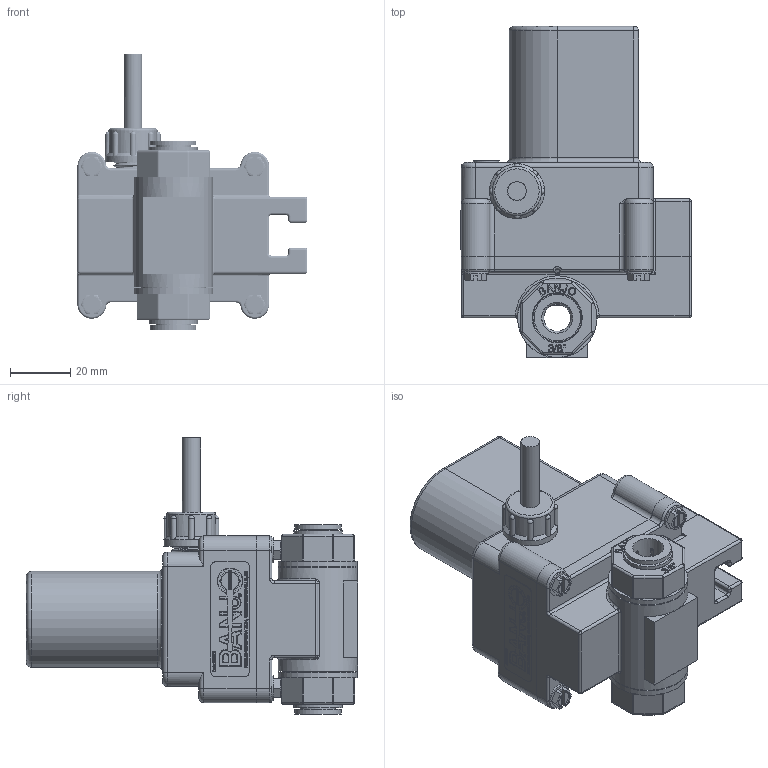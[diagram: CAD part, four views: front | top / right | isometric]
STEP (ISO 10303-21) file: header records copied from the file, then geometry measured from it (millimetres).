
FILE_DESCRIPTION(/* description */ ('3/8" PUSH LOCK LEV ON/OFF 3WIR 12VDC'),/* implementation_level */ '2;1');
FILE_NAME(/* name */ 'LEV038PL.stp',/* time_stamp */ '2023-04-21T09:10:31-04:00',/* author */ ('Aaron'),/* organization */ (''),/* preprocessor_version */ 'ST-DEVELOPER v18.1',/* originating_system */ 'Autodesk Inventor 2022',/* authorisation */ '');
FILE_SCHEMA (('AUTOMOTIVE_DESIGN { 1 0 10303 214 3 1 1 }'));
Length unit declared in the file: inch
Products named in the file (30): LEV038PL; LEV038PLX; LEV03254D; LEV03255PE; LV03258T1; LV03256APL; PP2812W; PP2812W-collar; PP2812W-collet; PP2812W-Oring; LEV3000; LEV3000KIT; LEV03102; LEV05151E; M22P0231YSGT1; LEV117; MVE002A; MVE005; LEV03104; LEV3000ASM; LEV108E; wire_3_LEV; LEV108F; M2x5; TCST5250; VE15220; 12717; 12724; A035; 050DECAL
Assembly tree (41 placements, depth 4):
  LEV038PL
    LEV038PLX
      LEV03254D
      LEV03255PE
      LV03258T1  x2
      LV03256APL  x2
      12724  x2
      PP2812W  x2
        PP2812W-collar
        PP2812W-collet
        PP2812W-Oring
    LEV3000
      LEV3000KIT
        LEV03102
        LEV05151E
        M22P0231YSGT1
        LEV117
        MVE002A
        MVE005
        LEV03104
      LEV3000ASM
        LEV108E
        wire_3_LEV
        LEV108F
        M2x5  x4
        TCST5250  x2
    VE15220  x4
    12717
    12724
    A035
    050DECAL
Bounding box: 76.48 x 109.66 x 91.44 mm (x, y, z)
Volume: 141315.1 mm3; surface area: 93731.8 mm2
Topology: 38 solids, 38 shells, 3376 faces, 8629 edges, 5463 vertices
Faces by surface type: plane 1579, cylinder 783, bspline 491, torus 218, cone 209, sphere 96
Full cylindrical faces by diameter (mm): 0.9 x8, 1.168 x2, 1.2 x4, 1.4 x2, 1.48 x44, 1.575 x4, 1.587 x2, 1.778 x4, 2 x44, 2.4 x4, 2.794 x4, 3.505 x48, 3.962 x1, 4 x4, 4.064 x4, 4.318 x1, 6.096 x2, 6.172 x1, 6.35 x1, 7.188 x1, 7.62 x1, 7.849 x1, 7.874 x1, 7.976 x1, 8.331 x4, 8.89 x2, 9.525 x1, 9.652 x2, 10.287 x2, 10.693 x2
Entity records: 92569 total; most frequent: CARTESIAN_POINT 27758, ORIENTED_EDGE 13512, DIRECTION 12065, EDGE_CURVE 6756, VERTEX_POINT 4309, LINE 4063, VECTOR 4063, AXIS2_PLACEMENT_3D 4001
